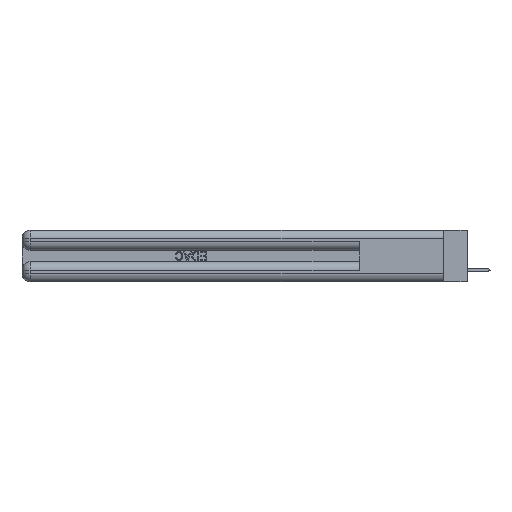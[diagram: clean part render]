
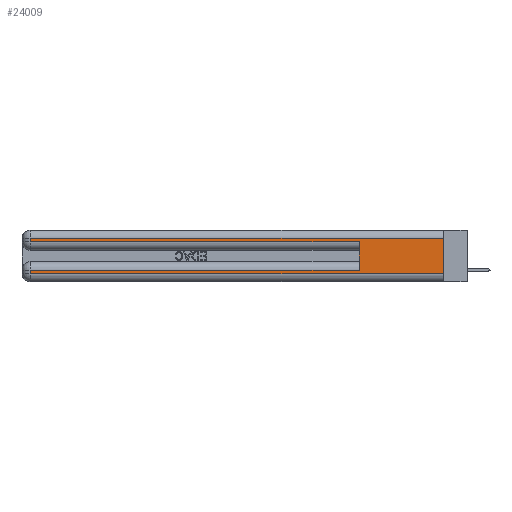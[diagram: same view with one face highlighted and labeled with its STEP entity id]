
A CAD part, left-side view. The second image highlights one B-rep face of the part: STEP entity #24009.
In plain terms, the highlighted planar face has unit normal (-1, 0, 0).
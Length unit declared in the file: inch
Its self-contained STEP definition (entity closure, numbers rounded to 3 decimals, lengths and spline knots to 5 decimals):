
#415 = ORIENTED_EDGE ( 'NONE', *, *, #15343, .T. ) ;
#1503 = ORIENTED_EDGE ( 'NONE', *, *, #5879, .F. ) ;
#1705 = DIRECTION ( 'NONE',  ( 1., 0., 0. ) ) ;
#2888 = CARTESIAN_POINT ( 'NONE',  ( 0., 0.6, 0.085 ) ) ;
#3573 = DIRECTION ( 'NONE',  ( 0., -1., 0. ) ) ;
#3739 = EDGE_CURVE ( 'NONE', #28440, #24844, #34723, .T. ) ;
#4387 = LINE ( 'NONE', #29537, #17997 ) ;
#4608 = DIRECTION ( 'NONE',  ( 0., 0., -1. ) ) ;
#4825 = CARTESIAN_POINT ( 'NONE',  ( 0., 0.6, 0.285 ) ) ;
#5333 = ORIENTED_EDGE ( 'NONE', *, *, #11616, .T. ) ;
#5879 = EDGE_CURVE ( 'NONE', #24761, #15886, #17386, .T. ) ;
#6289 = CARTESIAN_POINT ( 'NONE',  ( 0., 0., 0.06 ) ) ;
#6323 = ORIENTED_EDGE ( 'NONE', *, *, #12354, .T. ) ;
#7658 = CARTESIAN_POINT ( 'NONE',  ( 0., 2.94, 0.31 ) ) ;
#7800 = CARTESIAN_POINT ( 'NONE',  ( 0., 0., 0.085 ) ) ;
#8146 = VECTOR ( 'NONE', #10035, 39.37008 ) ;
#9021 = EDGE_LOOP ( 'NONE', ( #30426, #29827, #20159, #6323, #1503, #415, #5333, #10292 ) ) ;
#10035 = DIRECTION ( 'NONE',  ( 0., 0., 1. ) ) ;
#10230 = VECTOR ( 'NONE', #35918, 39.37008 ) ;
#10292 = ORIENTED_EDGE ( 'NONE', *, *, #3739, .T. ) ;
#10995 = CARTESIAN_POINT ( 'NONE',  ( 0., 0., 0.37 ) ) ;
#11616 = EDGE_CURVE ( 'NONE', #23288, #28440, #4387, .T. ) ;
#12354 = EDGE_CURVE ( 'NONE', #20482, #15886, #20569, .T. ) ;
#13007 = DIRECTION ( 'NONE',  ( 0., 0., -1. ) ) ;
#13311 = DIRECTION ( 'NONE',  ( 0., 0., -1. ) ) ;
#14722 = FACE_OUTER_BOUND ( 'NONE', #9021, .T. ) ;
#15343 = EDGE_CURVE ( 'NONE', #24761, #23288, #32619, .T. ) ;
#15886 = VERTEX_POINT ( 'NONE', #4825 ) ;
#16063 = EDGE_CURVE ( 'NONE', #21273, #20482, #23337, .T. ) ;
#16200 = AXIS2_PLACEMENT_3D ( 'NONE', #29783, #1705, #13007 ) ;
#16653 = VERTEX_POINT ( 'NONE', #22068 ) ;
#17138 = VECTOR ( 'NONE', #3573, 39.37008 ) ;
#17386 = LINE ( 'NONE', #20845, #8146 ) ;
#17430 = CARTESIAN_POINT ( 'NONE',  ( 0., 0., 0.285 ) ) ;
#17792 = CARTESIAN_POINT ( 'NONE',  ( 0., 2.94, 0.285 ) ) ;
#17997 = VECTOR ( 'NONE', #4608, 39.37008 ) ;
#18496 = PLANE ( 'NONE',  #16200 ) ;
#19446 = VECTOR ( 'NONE', #22036, 39.37008 ) ;
#20159 = ORIENTED_EDGE ( 'NONE', *, *, #16063, .T. ) ;
#20482 = VERTEX_POINT ( 'NONE', #17792 ) ;
#20569 = LINE ( 'NONE', #17430, #25393 ) ;
#20733 = VECTOR ( 'NONE', #29374, 39.37008 ) ;
#20845 = CARTESIAN_POINT ( 'NONE',  ( 0., 0.6, 0.145 ) ) ;
#21273 = VERTEX_POINT ( 'NONE', #7658 ) ;
#22036 = DIRECTION ( 'NONE',  ( 0., 0., -1. ) ) ;
#22068 = CARTESIAN_POINT ( 'NONE',  ( 0., 0., 0.31 ) ) ;
#22684 = CARTESIAN_POINT ( 'NONE',  ( 0., 2.94, 0.085 ) ) ;
#23288 = VERTEX_POINT ( 'NONE', #22684 ) ;
#23337 = LINE ( 'NONE', #33279, #34384 ) ;
#24009 = ADVANCED_FACE ( 'NONE', ( #14722 ), #18496, .F. ) ;
#24761 = VERTEX_POINT ( 'NONE', #2888 ) ;
#24844 = VERTEX_POINT ( 'NONE', #26311 ) ;
#25393 = VECTOR ( 'NONE', #31521, 39.37008 ) ;
#25780 = CARTESIAN_POINT ( 'NONE',  ( 0., 2.94, 0.06 ) ) ;
#26311 = CARTESIAN_POINT ( 'NONE',  ( 0., 0., 0.06 ) ) ;
#27806 = LINE ( 'NONE', #10995, #19446 ) ;
#28440 = VERTEX_POINT ( 'NONE', #25780 ) ;
#29248 = CARTESIAN_POINT ( 'NONE',  ( 0., 0., 0.31 ) ) ;
#29374 = DIRECTION ( 'NONE',  ( 0., 1., 0. ) ) ;
#29537 = CARTESIAN_POINT ( 'NONE',  ( 0., 2.94, 0.37 ) ) ;
#29783 = CARTESIAN_POINT ( 'NONE',  ( 0., 0., 0.37 ) ) ;
#29827 = ORIENTED_EDGE ( 'NONE', *, *, #33923, .T. ) ;
#30426 = ORIENTED_EDGE ( 'NONE', *, *, #33386, .F. ) ;
#30838 = LINE ( 'NONE', #29248, #20733 ) ;
#31521 = DIRECTION ( 'NONE',  ( 0., -1., 0. ) ) ;
#32619 = LINE ( 'NONE', #7800, #10230 ) ;
#33279 = CARTESIAN_POINT ( 'NONE',  ( 0., 2.94, 0.37 ) ) ;
#33386 = EDGE_CURVE ( 'NONE', #16653, #24844, #27806, .T. ) ;
#33923 = EDGE_CURVE ( 'NONE', #16653, #21273, #30838, .T. ) ;
#34384 = VECTOR ( 'NONE', #13311, 39.37008 ) ;
#34723 = LINE ( 'NONE', #6289, #17138 ) ;
#35918 = DIRECTION ( 'NONE',  ( 0., 1., 0. ) ) ;
